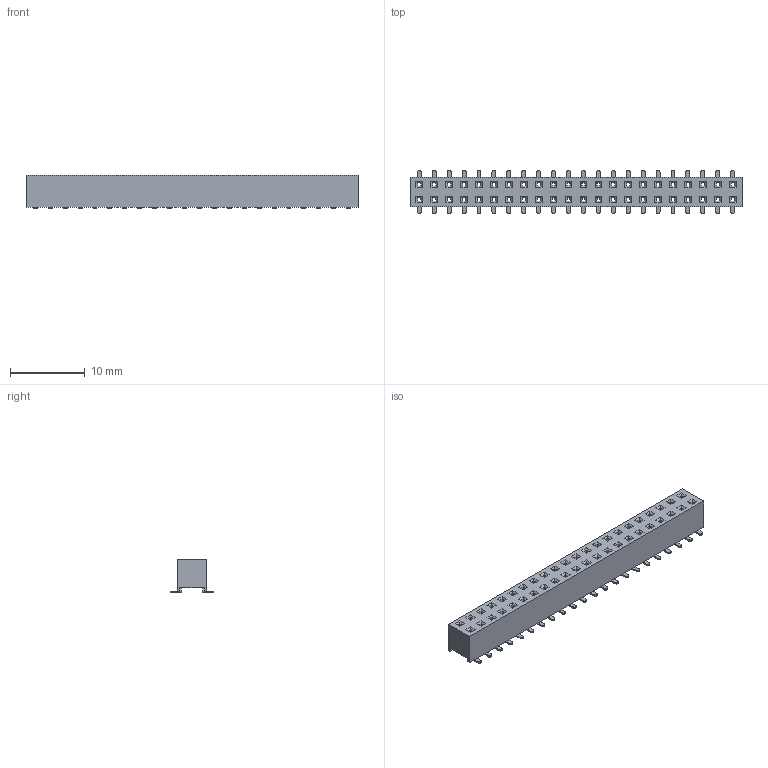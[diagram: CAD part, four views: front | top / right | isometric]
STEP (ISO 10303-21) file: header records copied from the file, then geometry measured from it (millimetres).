
FILE_DESCRIPTION( ( 'Unknown' ), '1' );
FILE_NAME( '621044242921.stp', 'Unknown', ( 'Unknown' ), ( 'Unknown' ), 'PSStep 14.0', 'Unknown', ' ' );
FILE_SCHEMA( ( 'AUTOMOTIVE_DESIGN { 1 0 10303 214 1 1 1 1 }' ) );
Length unit declared in the file: millimetre
Products named in the file (3): Assem1; 621044242921; 6210xx242921
Assembly tree (45 placements, depth 2):
  Assem1
    621044242921
    6210xx242921  x44
Bounding box: 44.5 x 5.79 x 4.5 mm (x, y, z)
Volume: 478.2 mm3; surface area: 2522.2 mm2
Topology: 45 solids, 45 shells, 3442 faces, 9528 edges, 6176 vertices
Faces by surface type: plane 2034, cylinder 1232, bspline 176
Entity records: 23702 total; most frequent: CARTESIAN_POINT 3362, ORIENTED_EDGE 3232, DIRECTION 2956, EDGE_CURVE 1616, LINE 1552, VECTOR 1552, VERTEX_POINT 1016, AXIS2_PLACEMENT_3D 702
